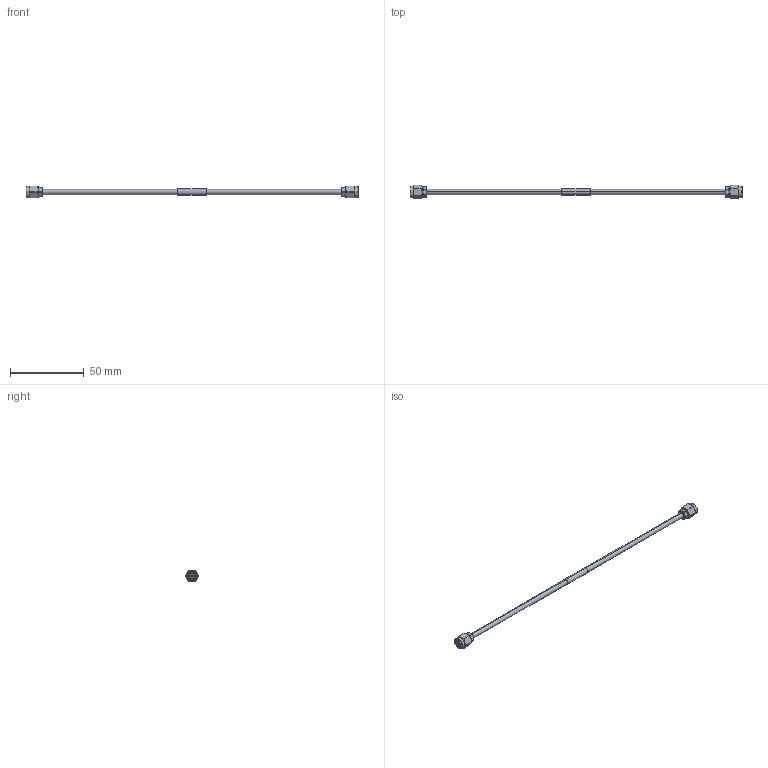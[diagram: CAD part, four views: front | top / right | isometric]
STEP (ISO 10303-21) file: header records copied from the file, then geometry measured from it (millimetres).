
FILE_DESCRIPTION (( 'STEP AP214' ), '1' );
FILE_NAME ('FMCA100392_3D.step', '2025-09-05T22:30:22', ( '' ), ( '' ), 'SwSTEP 2.0', 'SolidWorks 2022', '' );
FILE_SCHEMA (( 'AUTOMOTIVE_DESIGN' ));
Length unit declared in the file: inch
Products named in the file (3): PE-SR141-NM^FMCA100392_WITH LABEL; PE44691; FMCA100392_3D
Assembly tree (3 placements, depth 2):
  FMCA100392_3D
    PE-SR141-NM^FMCA100392_WITH LABEL
    PE44691  x2
Bounding box: 225.79 x 9.12 x 7.94 mm (x, y, z)
Volume: 2989.2 mm3; surface area: 3408.5 mm2
Topology: 3 solids, 3 shells, 176 faces, 420 edges, 264 vertices
Faces by surface type: cone 60, cylinder 58, plane 44, torus 8, bspline 6
Entity records: 3914 total; most frequent: CARTESIAN_POINT 1671, ORIENTED_EDGE 438, DIRECTION 393, EDGE_CURVE 219, AXIS2_PLACEMENT_3D 172, VERTEX_POINT 138, EDGE_LOOP 101, FACE_OUTER_BOUND 93
